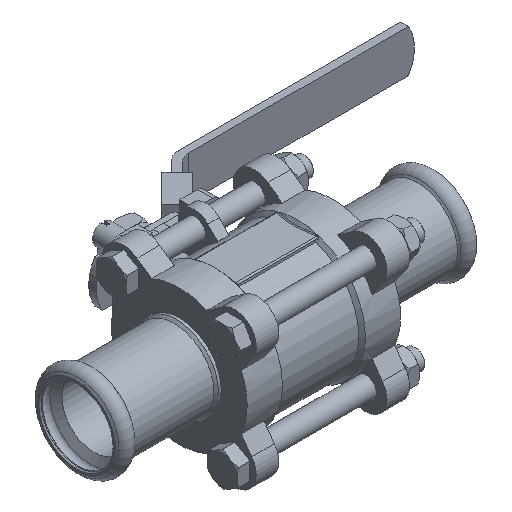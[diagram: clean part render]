
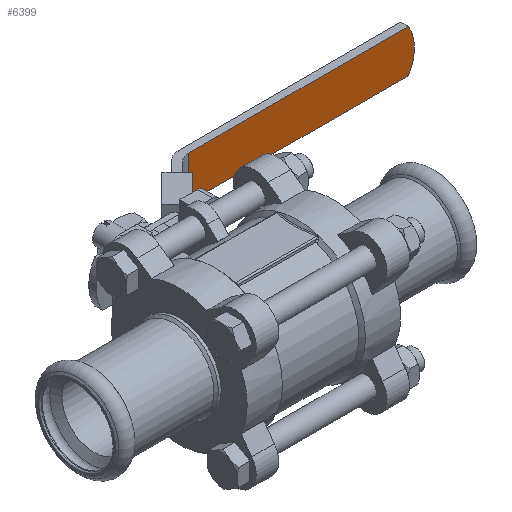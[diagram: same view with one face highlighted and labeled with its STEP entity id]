
A CAD part, isometric view. The second image highlights one B-rep face of the part: STEP entity #6399.
In plain terms, the highlighted planar face has unit normal (0, -1, 0).
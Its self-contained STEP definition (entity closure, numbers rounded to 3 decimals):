
#524=LINE('',#10544,#924);
#545=LINE('',#10594,#945);
#546=LINE('',#10598,#946);
#924=VECTOR('',#7965,1000.);
#945=VECTOR('',#8014,1000.);
#946=VECTOR('',#8019,1000.);
#1213=PLANE('',#6917);
#1953=ORIENTED_EDGE('',*,*,#3567,.F.);
#1954=ORIENTED_EDGE('',*,*,#3608,.F.);
#1955=ORIENTED_EDGE('',*,*,#3606,.F.);
#1956=ORIENTED_EDGE('',*,*,#3580,.T.);
#3567=EDGE_CURVE('',#4434,#4435,#4922,.T.);
#3580=EDGE_CURVE('',#4447,#4435,#524,.T.);
#3606=EDGE_CURVE('',#4447,#4462,#545,.T.);
#3608=EDGE_CURVE('',#4462,#4434,#546,.T.);
#4434=VERTEX_POINT('',#10516);
#4435=VERTEX_POINT('',#10517);
#4447=VERTEX_POINT('',#10545);
#4462=VERTEX_POINT('',#10595);
#4922=CIRCLE('',#6897,16.);
#5276=EDGE_LOOP('',(#1953,#1954,#1955,#1956));
#5798=FACE_BOUND('',#5276,.T.);
#6399=ADVANCED_FACE('',(#5798),#1213,.T.);
#6897=AXIS2_PLACEMENT_3D('',#10515,#7944,#7945);
#6917=AXIS2_PLACEMENT_3D('',#10597,#8017,#8018);
#7944=DIRECTION('',(0.,1.,0.));
#7945=DIRECTION('',(0.,0.,-1.));
#7965=DIRECTION('',(1.,0.,0.));
#8014=DIRECTION('',(0.,0.,1.));
#8017=DIRECTION('',(0.,-1.,0.));
#8018=DIRECTION('',(0.,0.,-1.));
#8019=DIRECTION('',(1.,0.,0.));
#10515=CARTESIAN_POINT('',(110.,62.996,0.));
#10516=CARTESIAN_POINT('',(123.555,62.996,8.5));
#10517=CARTESIAN_POINT('',(123.555,62.996,-8.5));
#10544=CARTESIAN_POINT('',(36.228,62.996,-8.5));
#10545=CARTESIAN_POINT('',(36.228,62.996,-8.5));
#10594=CARTESIAN_POINT('',(36.228,62.996,-8.5));
#10595=CARTESIAN_POINT('',(36.228,62.996,8.5));
#10597=CARTESIAN_POINT('',(36.228,62.996,-8.5));
#10598=CARTESIAN_POINT('',(36.228,62.996,8.5));
